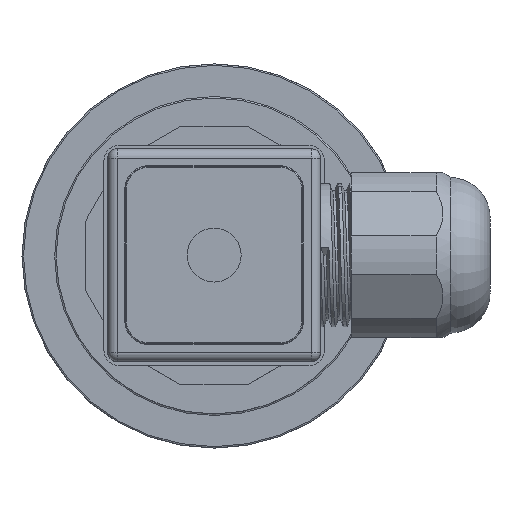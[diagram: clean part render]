
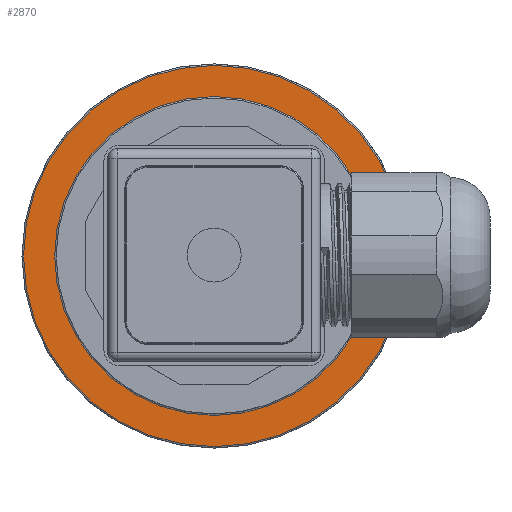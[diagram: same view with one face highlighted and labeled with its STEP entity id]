
A CAD part, top view. The second image highlights one B-rep face of the part: STEP entity #2870.
In plain terms, the highlighted planar face has unit normal (0, 0, 1).
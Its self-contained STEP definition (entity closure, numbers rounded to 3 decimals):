
#2870=ADVANCED_FACE('',(#7033,#7035),#7037,.T.);
#7033=FACE_BOUND('',#7034,.T.);
#7034=EDGE_LOOP('',(#13739));
#7035=FACE_BOUND('',#7036,.T.);
#7036=EDGE_LOOP('',(#13740));
#7037=PLANE('',#7038);
#7038=AXIS2_PLACEMENT_3D('',#7039,#7040,#7041);
#7039=CARTESIAN_POINT('',(0.,0.,9.));
#7040=DIRECTION('',(0.,0.,1.));
#7041=DIRECTION('',(-1.,0.,0.));
#13739=ORIENTED_EDGE('',*,*,#15311,.F.);
#13740=ORIENTED_EDGE('',*,*,#15312,.T.);
#15311=EDGE_CURVE('',#16764,#16764,#16765,.T.);
#15312=EDGE_CURVE('',#16766,#16766,#16767,.T.);
#16764=VERTEX_POINT('',#19934);
#16765=CIRCLE('',#19935,24.739);
#16766=VERTEX_POINT('',#19939);
#16767=CIRCLE('',#19940,20.7);
#19934=CARTESIAN_POINT('',(-24.739,0.,9.));
#19935=AXIS2_PLACEMENT_3D('',#19936,#19937,#19938);
#19936=CARTESIAN_POINT('',(0.,0.,9.));
#19937=DIRECTION('',(-0.,-0.,-1.));
#19938=DIRECTION('',(-1.,0.,0.));
#19939=CARTESIAN_POINT('',(-20.7,0.,9.));
#19940=AXIS2_PLACEMENT_3D('',#19941,#19942,#19943);
#19941=CARTESIAN_POINT('',(0.,0.,9.));
#19942=DIRECTION('',(-0.,-0.,-1.));
#19943=DIRECTION('',(-1.,0.,0.));
